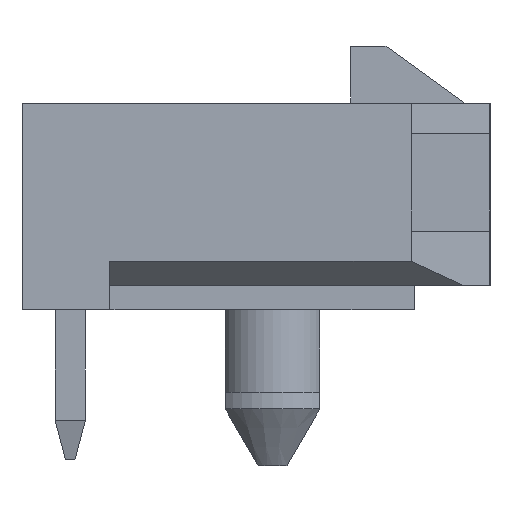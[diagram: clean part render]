
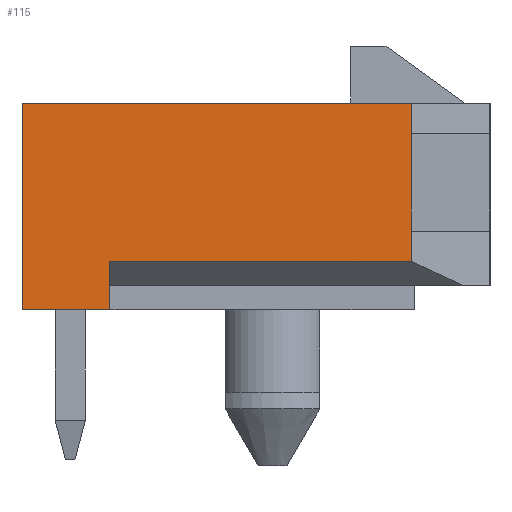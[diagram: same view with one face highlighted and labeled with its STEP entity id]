
A CAD part, left-side view. The second image highlights one B-rep face of the part: STEP entity #115.
In plain terms, the highlighted planar face has unit normal (-1, 0, 0).
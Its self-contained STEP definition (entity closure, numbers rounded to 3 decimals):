
#115=ADVANCED_FACE('',(#710),#416,.T.);
#416=PLANE('',#5273);
#710=FACE_OUTER_BOUND('',#1025,.T.);
#1025=EDGE_LOOP('',(#1501,#1502,#1503,#1504,#1505,#1506,#1507,#1508));
#1501=ORIENTED_EDGE('',*,*,#3331,.F.);
#1502=ORIENTED_EDGE('',*,*,#3332,.T.);
#1503=ORIENTED_EDGE('',*,*,#3333,.F.);
#1504=ORIENTED_EDGE('',*,*,#3334,.F.);
#1505=ORIENTED_EDGE('',*,*,#3256,.F.);
#1506=ORIENTED_EDGE('',*,*,#3326,.F.);
#1507=ORIENTED_EDGE('',*,*,#3335,.T.);
#1508=ORIENTED_EDGE('',*,*,#3336,.T.);
#2812=VERTEX_POINT('',#7075);
#2813=VERTEX_POINT('',#7076);
#2877=VERTEX_POINT('',#7213);
#2882=VERTEX_POINT('',#7225);
#2883=VERTEX_POINT('',#7226);
#2884=VERTEX_POINT('',#7228);
#2885=VERTEX_POINT('',#7230);
#2886=VERTEX_POINT('',#7233);
#3256=EDGE_CURVE('',#2812,#2813,#3955,.T.);
#3326=EDGE_CURVE('',#2877,#2812,#4025,.T.);
#3331=EDGE_CURVE('',#2882,#2883,#4030,.T.);
#3332=EDGE_CURVE('',#2882,#2884,#4031,.T.);
#3333=EDGE_CURVE('',#2885,#2884,#4032,.T.);
#3334=EDGE_CURVE('',#2813,#2885,#4033,.T.);
#3335=EDGE_CURVE('',#2877,#2886,#4034,.T.);
#3336=EDGE_CURVE('',#2886,#2883,#4035,.T.);
#3955=LINE('',#7074,#4644);
#4025=LINE('',#7214,#4714);
#4030=LINE('',#7224,#4719);
#4031=LINE('',#7227,#4720);
#4032=LINE('',#7229,#4721);
#4033=LINE('',#7231,#4722);
#4034=LINE('',#7232,#4723);
#4035=LINE('',#7234,#4724);
#4644=VECTOR('',#5674,1.);
#4714=VECTOR('',#5752,1.);
#4719=VECTOR('',#5759,1.);
#4720=VECTOR('',#5760,1.);
#4721=VECTOR('',#5761,1.);
#4722=VECTOR('',#5762,1.);
#4723=VECTOR('',#5763,1.);
#4724=VECTOR('',#5764,1.);
#5273=AXIS2_PLACEMENT_3D('',#7235,#5765,#5766);
#5674=DIRECTION('',(0.,0.,-1.));
#5752=DIRECTION('',(0.,-1.,0.));
#5759=DIRECTION('',(0.,0.,-1.));
#5760=DIRECTION('',(0.,-1.,0.));
#5761=DIRECTION('',(0.,0.,-1.));
#5762=DIRECTION('',(0.,0.,-1.));
#5763=DIRECTION('',(0.,0.,-1.));
#5764=DIRECTION('',(0.,-1.,0.));
#5765=DIRECTION('',(-1.,0.,0.));
#5766=DIRECTION('',(0.,0.,1.));
#7074=CARTESIAN_POINT('',(-16.83,1.668,38.214));
#7075=CARTESIAN_POINT('',(-16.83,1.668,3.86));
#7076=CARTESIAN_POINT('',(-16.83,1.668,3.22));
#7213=CARTESIAN_POINT('',(-16.83,9.9,3.86));
#7214=CARTESIAN_POINT('',(-16.83,9.9,3.86));
#7224=CARTESIAN_POINT('',(-16.83,8.05,-0.51));
#7225=CARTESIAN_POINT('',(-16.83,8.05,0.51));
#7226=CARTESIAN_POINT('',(-16.83,8.05,-0.51));
#7227=CARTESIAN_POINT('',(-16.83,9.9,0.51));
#7228=CARTESIAN_POINT('',(-16.83,1.668,0.51));
#7229=CARTESIAN_POINT('',(-16.83,1.668,38.214));
#7230=CARTESIAN_POINT('',(-16.83,1.668,1.15));
#7231=CARTESIAN_POINT('',(-16.83,1.668,3.22));
#7232=CARTESIAN_POINT('',(-16.83,9.9,3.86));
#7233=CARTESIAN_POINT('',(-16.83,9.9,-0.51));
#7234=CARTESIAN_POINT('',(-16.83,8.05,-0.51));
#7235=CARTESIAN_POINT('',(-16.83,9.9,3.86));
